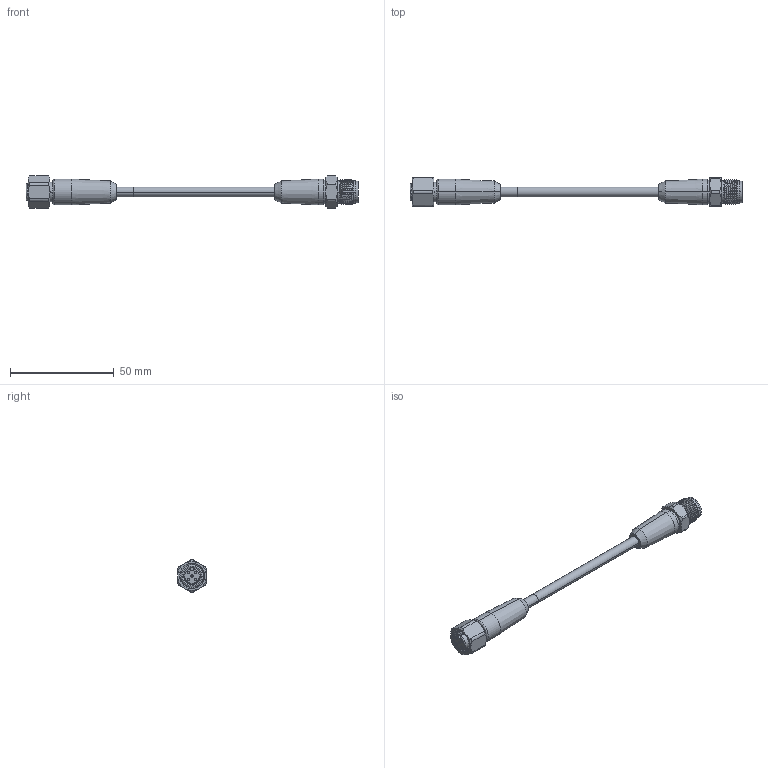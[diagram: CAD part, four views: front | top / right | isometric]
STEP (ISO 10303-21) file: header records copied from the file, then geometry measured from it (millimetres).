
FILE_DESCRIPTION((''),'2;1');
FILE_NAME('214668_ASM','2019-10-23T13:11:06',('pdmadmin'),('BANNER ENGINEERING'),'CREO PARAMETRIC BY PTC INC, 2018300','CREO PARAMETRIC BY PTC INC, 2018300','');
FILE_SCHEMA(('CONFIG_CONTROL_DESIGN'));
Length unit declared in the file: millimetre
Products named in the file (18): 170297; 170294; 145997_HSG; 306-00249; 307-00176; 145997_ASM; 170437_AF0; CABLE_DIA_4POINT8; 170295_ASM; 170515_MQDEC; 177846; 177845; 133395; 133394; 133398_ASM; 188576_ASM; 188531_ASM; 214668_ASM
Assembly tree (23 placements, depth 5):
  214668_ASM
    188531_ASM
      170295_ASM
        170297
        170294
        145997_ASM
          145997_HSG
          306-00249  x4
          307-00176
        170437_AF0
        CABLE_DIA_4POINT8
      170515_MQDEC
      188576_ASM
        177846
        177845
        133398_ASM
          133395
          133394  x4
Bounding box: 159.7 x 13.9 x 15.58 mm (x, y, z)
Volume: 9438.4 mm3; surface area: 9912.4 mm2
Topology: 18 solids, 18 shells, 829 faces, 2059 edges, 1294 vertices
Faces by surface type: cylinder 381, plane 289, cone 68, bspline 46, torus 35, sphere 8, revolution 2
Entity records: 25825 total; most frequent: CARTESIAN_POINT 10283, DIRECTION 3349, ORIENTED_EDGE 3120, EDGE_CURVE 1560, AXIS2_PLACEMENT_3D 1337, VERTEX_POINT 1006, CIRCLE 685, EDGE_LOOP 680
